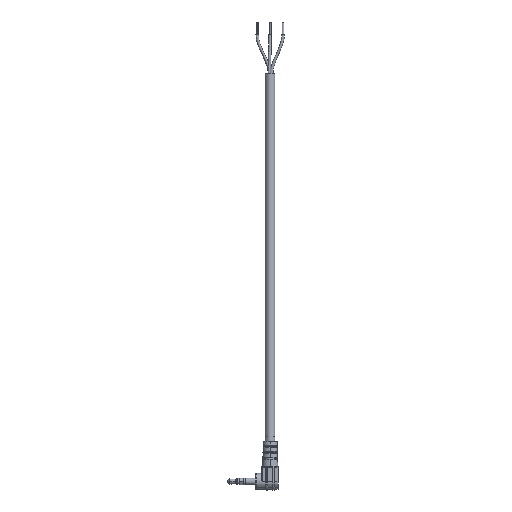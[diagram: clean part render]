
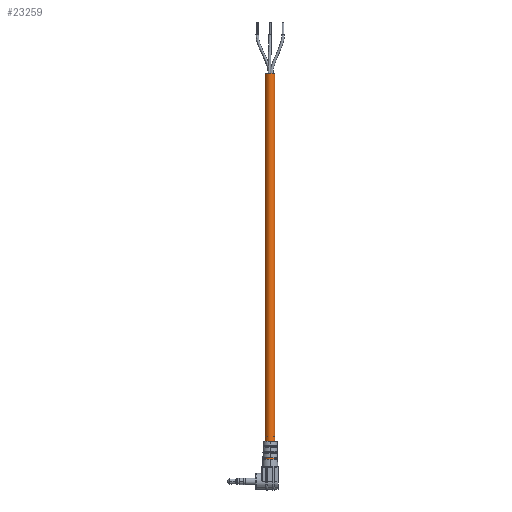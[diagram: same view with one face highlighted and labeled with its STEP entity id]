
A CAD part, front view. The second image highlights one B-rep face of the part: STEP entity #23259.
In plain terms, the highlighted cylindrical face has radius 1.85 mm (diameter 3.7 mm), a partial arc.
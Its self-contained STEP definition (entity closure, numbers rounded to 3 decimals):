
#132 = DIRECTION ( 'NONE',  ( 1., 0., 0. ) ) ;
#850 = DIRECTION ( 'NONE',  ( 0., 0., -1. ) ) ;
#864 = DIRECTION ( 'NONE',  ( 1., 0., 0. ) ) ;
#3243 = VERTEX_POINT ( 'NONE', #16988 ) ;
#4933 = ORIENTED_EDGE ( 'NONE', *, *, #15425, .F. ) ;
#5105 = CARTESIAN_POINT ( 'NONE',  ( 1.85, 0., 155.233 ) ) ;
#5668 = VECTOR ( 'NONE', #850, 1000. ) ;
#6492 = ORIENTED_EDGE ( 'NONE', *, *, #8249, .T. ) ;
#7007 = LINE ( 'NONE', #5105, #5668 ) ;
#7234 = LINE ( 'NONE', #20788, #11890 ) ;
#7851 = ORIENTED_EDGE ( 'NONE', *, *, #12452, .F. ) ;
#8249 = EDGE_CURVE ( 'NONE', #25278, #3243, #26342, .T. ) ;
#9676 = ORIENTED_EDGE ( 'NONE', *, *, #17529, .T. ) ;
#11241 = CARTESIAN_POINT ( 'NONE',  ( -1.85, 0., 0. ) ) ;
#11350 = CYLINDRICAL_SURFACE ( 'NONE', #15691, 1.85 ) ;
#11890 = VECTOR ( 'NONE', #24774, 1000. ) ;
#12033 = CIRCLE ( 'NONE', #18286, 1.85 ) ;
#12452 = EDGE_CURVE ( 'NONE', #24747, #19367, #12033, .T. ) ;
#13374 = CARTESIAN_POINT ( 'NONE',  ( 0., 0., 155.233 ) ) ;
#13489 = CARTESIAN_POINT ( 'NONE',  ( 0., 0., 150. ) ) ;
#14688 = CARTESIAN_POINT ( 'NONE',  ( 0., 0., 0. ) ) ;
#15425 = EDGE_CURVE ( 'NONE', #19367, #3243, #7007, .T. ) ;
#15691 = AXIS2_PLACEMENT_3D ( 'NONE', #13374, #25760, #21584 ) ;
#16988 = CARTESIAN_POINT ( 'NONE',  ( 1.85, 0., 0. ) ) ;
#17134 = EDGE_LOOP ( 'NONE', ( #4933, #7851, #9676, #6492 ) ) ;
#17529 = EDGE_CURVE ( 'NONE', #24747, #25278, #7234, .T. ) ;
#18286 = AXIS2_PLACEMENT_3D ( 'NONE', #13489, #19603, #864 ) ;
#18831 = CARTESIAN_POINT ( 'NONE',  ( 1.85, 0., 150. ) ) ;
#19367 = VERTEX_POINT ( 'NONE', #18831 ) ;
#19603 = DIRECTION ( 'NONE',  ( 0., 0., 1. ) ) ;
#20788 = CARTESIAN_POINT ( 'NONE',  ( -1.85, 0., 155.233 ) ) ;
#21584 = DIRECTION ( 'NONE',  ( -1., 0., 0. ) ) ;
#22142 = FACE_OUTER_BOUND ( 'NONE', #17134, .T. ) ;
#23259 = ADVANCED_FACE ( 'NONE', ( #22142 ), #11350, .T. ) ;
#24586 = CARTESIAN_POINT ( 'NONE',  ( -1.85, 0., 150. ) ) ;
#24747 = VERTEX_POINT ( 'NONE', #24586 ) ;
#24774 = DIRECTION ( 'NONE',  ( 0., 0., -1. ) ) ;
#25278 = VERTEX_POINT ( 'NONE', #11241 ) ;
#25760 = DIRECTION ( 'NONE',  ( 0., 0., -1. ) ) ;
#26279 = AXIS2_PLACEMENT_3D ( 'NONE', #14688, #27271, #132 ) ;
#26342 = CIRCLE ( 'NONE', #26279, 1.85 ) ;
#27271 = DIRECTION ( 'NONE',  ( 0., 0., 1. ) ) ;
